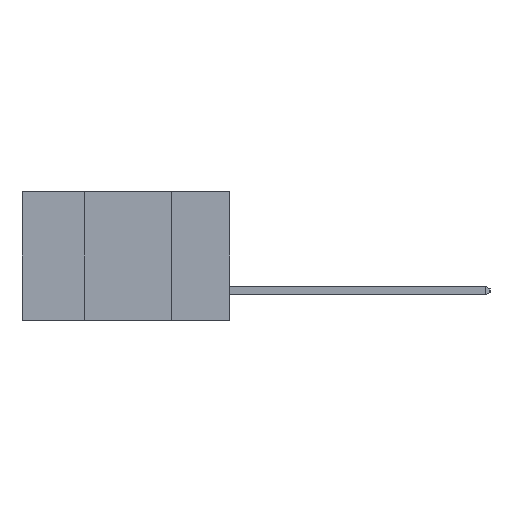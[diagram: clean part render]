
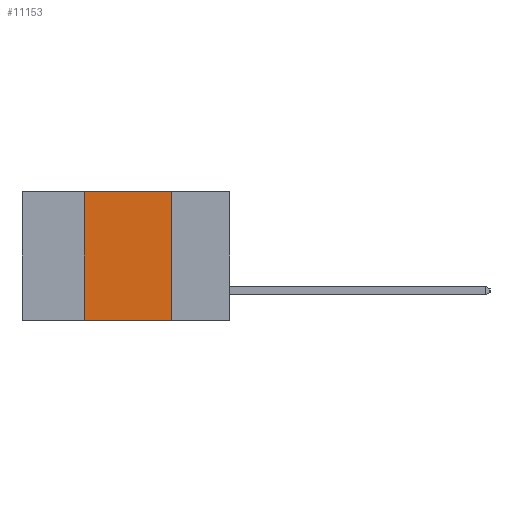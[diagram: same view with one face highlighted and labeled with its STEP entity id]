
A CAD part, left-side view. The second image highlights one B-rep face of the part: STEP entity #11153.
In plain terms, the highlighted planar face has unit normal (-1, 0, 0).
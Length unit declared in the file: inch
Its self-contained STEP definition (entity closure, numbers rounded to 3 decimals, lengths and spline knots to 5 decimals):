
#484 = DIRECTION ( 'NONE',  ( 0., -1., 0. ) ) ;
#505 = CARTESIAN_POINT ( 'NONE',  ( 0., 0.6, -0.37 ) ) ;
#841 = DIRECTION ( 'NONE',  ( 0., -1., 0. ) ) ;
#1013 = CARTESIAN_POINT ( 'NONE',  ( 0., 0.6, 0. ) ) ;
#1751 = ORIENTED_EDGE ( 'NONE', *, *, #13105, .F. ) ;
#2538 = EDGE_CURVE ( 'NONE', #15665, #15592, #4429, .T. ) ;
#2609 = VERTEX_POINT ( 'NONE', #6442 ) ;
#2846 = VECTOR ( 'NONE', #841, 39.37008 ) ;
#3505 = ORIENTED_EDGE ( 'NONE', *, *, #10044, .T. ) ;
#4429 = LINE ( 'NONE', #8578, #14480 ) ;
#5363 = VERTEX_POINT ( 'NONE', #16628 ) ;
#5578 = CARTESIAN_POINT ( 'NONE',  ( 0., 0.42, 0. ) ) ;
#6442 = CARTESIAN_POINT ( 'NONE',  ( 0., 0.17, 0. ) ) ;
#7892 = EDGE_LOOP ( 'NONE', ( #1751, #15256, #8042, #3505 ) ) ;
#8042 = ORIENTED_EDGE ( 'NONE', *, *, #2538, .F. ) ;
#8385 = VECTOR ( 'NONE', #9473, 39.37008 ) ;
#8578 = CARTESIAN_POINT ( 'NONE',  ( 0., 0.42, -0.37 ) ) ;
#8614 = DIRECTION ( 'NONE',  ( 0., 0., 1. ) ) ;
#9473 = DIRECTION ( 'NONE',  ( 0., 0., -1. ) ) ;
#9502 = CARTESIAN_POINT ( 'NONE',  ( 0., 0.17, -0.37 ) ) ;
#9777 = LINE ( 'NONE', #505, #12952 ) ;
#10044 = EDGE_CURVE ( 'NONE', #15665, #5363, #9777, .T. ) ;
#11013 = LINE ( 'NONE', #1013, #2846 ) ;
#11153 = ADVANCED_FACE ( 'NONE', ( #11859 ), #12676, .F. ) ;
#11859 = FACE_OUTER_BOUND ( 'NONE', #7892, .T. ) ;
#12587 = CARTESIAN_POINT ( 'NONE',  ( 0., 0.42, -0.37 ) ) ;
#12591 = DIRECTION ( 'NONE',  ( 0., 0., -1. ) ) ;
#12608 = DIRECTION ( 'NONE',  ( 1., 0., 0. ) ) ;
#12676 = PLANE ( 'NONE',  #14075 ) ;
#12768 = CARTESIAN_POINT ( 'NONE',  ( 0., 0.6, 0. ) ) ;
#12952 = VECTOR ( 'NONE', #484, 39.37008 ) ;
#13105 = EDGE_CURVE ( 'NONE', #2609, #5363, #15548, .T. ) ;
#13877 = EDGE_CURVE ( 'NONE', #15592, #2609, #11013, .T. ) ;
#14075 = AXIS2_PLACEMENT_3D ( 'NONE', #12768, #12608, #12591 ) ;
#14480 = VECTOR ( 'NONE', #8614, 39.37008 ) ;
#15256 = ORIENTED_EDGE ( 'NONE', *, *, #13877, .F. ) ;
#15548 = LINE ( 'NONE', #9502, #8385 ) ;
#15592 = VERTEX_POINT ( 'NONE', #5578 ) ;
#15665 = VERTEX_POINT ( 'NONE', #12587 ) ;
#16628 = CARTESIAN_POINT ( 'NONE',  ( 0., 0.17, -0.37 ) ) ;
